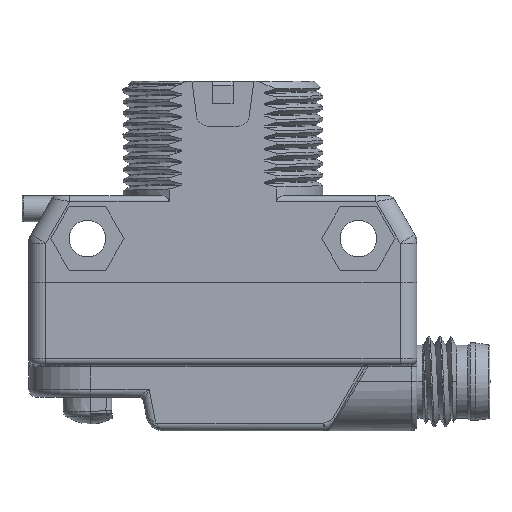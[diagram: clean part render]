
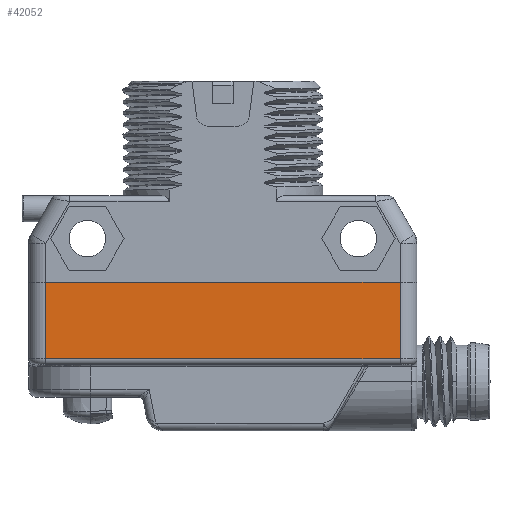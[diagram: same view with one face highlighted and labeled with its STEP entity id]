
A CAD part, left-side view. The second image highlights one B-rep face of the part: STEP entity #42052.
In plain terms, the highlighted planar face has unit normal (-1, 0, 0).
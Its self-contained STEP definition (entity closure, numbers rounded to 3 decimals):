
#37486=DIRECTION('',(0.,1.,0.));
#37487=VECTOR('',#37486,31.5);
#37488=CARTESIAN_POINT('',(-7.5,1.5,0.));
#37489=LINE('',#37488,#37487);
#37535=DIRECTION('',(0.,0.,1.));
#37536=VECTOR('',#37535,6.8);
#37537=CARTESIAN_POINT('',(-7.5,33.,-6.8));
#37538=LINE('',#37537,#37536);
#37558=DIRECTION('',(0.,1.,0.));
#37559=VECTOR('',#37558,31.5);
#37560=CARTESIAN_POINT('',(-7.5,1.5,-6.8));
#37561=LINE('',#37560,#37559);
#37567=DIRECTION('',(0.,0.,-1.));
#37568=VECTOR('',#37567,6.8);
#37569=CARTESIAN_POINT('',(-7.5,1.5,0.));
#37570=LINE('',#37569,#37568);
#37990=CARTESIAN_POINT('',(-7.5,33.,0.));
#37992=VERTEX_POINT('',#37990);
#37997=CARTESIAN_POINT('',(-7.5,1.5,0.));
#37998=VERTEX_POINT('',#37997);
#38413=CARTESIAN_POINT('',(-7.5,33.,-6.8));
#38414=VERTEX_POINT('',#38413);
#38417=CARTESIAN_POINT('',(-7.5,1.5,-6.8));
#38418=VERTEX_POINT('',#38417);
#42040=CARTESIAN_POINT('',(-7.5,0.,-13.2));
#42041=DIRECTION('',(-1.,0.,0.));
#42042=DIRECTION('',(0.,0.,1.));
#42043=AXIS2_PLACEMENT_3D('',#42040,#42041,#42042);
#42044=PLANE('',#42043);
#42045=ORIENTED_EDGE('',*,*,#42033,.T.);
#42046=ORIENTED_EDGE('',*,*,#42008,.T.);
#42047=ORIENTED_EDGE('',*,*,#41977,.F.);
#42049=ORIENTED_EDGE('',*,*,#42048,.T.);
#42050=EDGE_LOOP('',(#42045,#42046,#42047,#42049));
#42051=FACE_OUTER_BOUND('',#42050,.F.);
#42052=ADVANCED_FACE('',(#42051),#42044,.T.);
#41977=EDGE_CURVE('',#37998,#37992,#37489,.T.);
#42008=EDGE_CURVE('',#38414,#37992,#37538,.T.);
#42033=EDGE_CURVE('',#38418,#38414,#37561,.T.);
#42048=EDGE_CURVE('',#37998,#38418,#37570,.T.);
